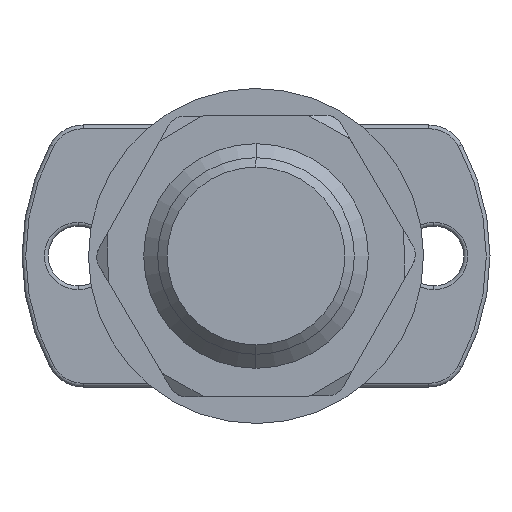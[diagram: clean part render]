
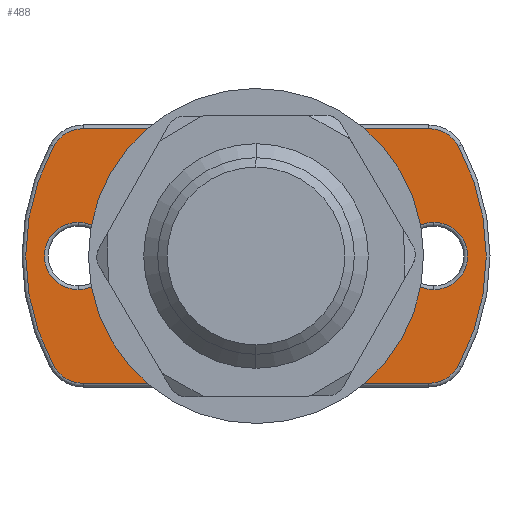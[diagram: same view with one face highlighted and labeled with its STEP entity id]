
A CAD part, front view. The second image highlights one B-rep face of the part: STEP entity #488.
In plain terms, the highlighted planar face has unit normal (0, -1, 0).
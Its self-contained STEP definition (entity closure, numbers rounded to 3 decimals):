
#32 = ORIENTED_EDGE ( 'NONE', *, *, #3487, .T. ) ;
#35 = CARTESIAN_POINT ( 'NONE',  ( -9.5, 27., 0. ) ) ;
#66 = AXIS2_PLACEMENT_3D ( 'NONE', #2666, #1281, #237 ) ;
#79 = VERTEX_POINT ( 'NONE', #1758 ) ;
#112 = DIRECTION ( 'NONE',  ( 0., -1., 0. ) ) ;
#129 = CIRCLE ( 'NONE', #3266, 1.8 ) ;
#136 = CARTESIAN_POINT ( 'NONE',  ( 0., 27., 0. ) ) ;
#149 = EDGE_CURVE ( 'NONE', #975, #1469, #1592, .T. ) ;
#167 = EDGE_CURVE ( 'NONE', #377, #2429, #2411, .T. ) ;
#191 = DIRECTION ( 'NONE',  ( 1., 0., 0. ) ) ;
#211 = DIRECTION ( 'NONE',  ( 0., 0., -1. ) ) ;
#213 = ORIENTED_EDGE ( 'NONE', *, *, #1927, .T. ) ;
#237 = DIRECTION ( 'NONE',  ( 0., 0., -1. ) ) ;
#269 = ORIENTED_EDGE ( 'NONE', *, *, #3095, .T. ) ;
#280 = DIRECTION ( 'NONE',  ( 0., 0., -1. ) ) ;
#347 = VERTEX_POINT ( 'NONE', #3510 ) ;
#349 = CARTESIAN_POINT ( 'NONE',  ( -10.816, 27., -5.857 ) ) ;
#377 = VERTEX_POINT ( 'NONE', #2660 ) ;
#381 = DIRECTION ( 'NONE',  ( 0., -1., 0. ) ) ;
#399 = CARTESIAN_POINT ( 'NONE',  ( -9.5, 27., 0. ) ) ;
#403 = VECTOR ( 'NONE', #2426, 1000. ) ;
#411 = CARTESIAN_POINT ( 'NONE',  ( 0., 27., 0. ) ) ;
#485 = DIRECTION ( 'NONE',  ( 0., 0., -1. ) ) ;
#488 = ADVANCED_FACE ( 'NONE', ( #2917, #2385, #3471, #1020 ), #2753, .T. ) ;
#493 = CARTESIAN_POINT ( 'NONE',  ( 9.5, 27., 0. ) ) ;
#572 = CARTESIAN_POINT ( 'NONE',  ( 12.5, 27., 0. ) ) ;
#573 = EDGE_CURVE ( 'NONE', #347, #3456, #2225, .T. ) ;
#598 = ORIENTED_EDGE ( 'NONE', *, *, #1562, .T. ) ;
#660 = CARTESIAN_POINT ( 'NONE',  ( 9.5, 27., 0. ) ) ;
#678 = DIRECTION ( 'NONE',  ( 0., 1., 0. ) ) ;
#703 = CARTESIAN_POINT ( 'NONE',  ( -9.233, 27., 6.8 ) ) ;
#749 = CARTESIAN_POINT ( 'NONE',  ( -9.233, 27., 6.8 ) ) ;
#750 = CARTESIAN_POINT ( 'NONE',  ( -9.233, 27., -5. ) ) ;
#765 = DIRECTION ( 'NONE',  ( 0., -1., 0. ) ) ;
#782 = EDGE_CURVE ( 'NONE', #1602, #377, #2101, .T. ) ;
#787 = AXIS2_PLACEMENT_3D ( 'NONE', #493, #3155, #2364 ) ;
#852 = VERTEX_POINT ( 'NONE', #349 ) ;
#940 = CIRCLE ( 'NONE', #1402, 1.8 ) ;
#959 = DIRECTION ( 'NONE',  ( 0., -1., 0. ) ) ;
#975 = VERTEX_POINT ( 'NONE', #2847 ) ;
#977 = EDGE_CURVE ( 'NONE', #1849, #2448, #129, .T. ) ;
#1020 = FACE_BOUND ( 'NONE', #2671, .T. ) ;
#1062 = EDGE_LOOP ( 'NONE', ( #2589, #2070 ) ) ;
#1119 = CIRCLE ( 'NONE', #3349, 1.8 ) ;
#1146 = CARTESIAN_POINT ( 'NONE',  ( -9.233, 27., 5. ) ) ;
#1226 = EDGE_CURVE ( 'NONE', #1469, #975, #3030, .T. ) ;
#1279 = DIRECTION ( 'NONE',  ( 0., -1., 0. ) ) ;
#1281 = DIRECTION ( 'NONE',  ( 0., -1., 0. ) ) ;
#1282 = CARTESIAN_POINT ( 'NONE',  ( 0., 27., 0. ) ) ;
#1310 = CIRCLE ( 'NONE', #3016, 1.8 ) ;
#1331 = DIRECTION ( 'NONE',  ( 0., 1., 0. ) ) ;
#1342 = ORIENTED_EDGE ( 'NONE', *, *, #2470, .T. ) ;
#1350 = EDGE_LOOP ( 'NONE', ( #2779, #213, #1665, #32, #598, #2632, #2073, #3084 ) ) ;
#1379 = ORIENTED_EDGE ( 'NONE', *, *, #1226, .F. ) ;
#1402 = AXIS2_PLACEMENT_3D ( 'NONE', #1146, #381, #2466 ) ;
#1463 = CIRCLE ( 'NONE', #787, 1.8 ) ;
#1469 = VERTEX_POINT ( 'NONE', #2256 ) ;
#1502 = CARTESIAN_POINT ( 'NONE',  ( 9.233, 27., -5. ) ) ;
#1514 = DIRECTION ( 'NONE',  ( 0., 1., 0. ) ) ;
#1532 = VERTEX_POINT ( 'NONE', #1995 ) ;
#1555 = CARTESIAN_POINT ( 'NONE',  ( 10.816, 27., 5.857 ) ) ;
#1562 = EDGE_CURVE ( 'NONE', #2962, #347, #2032, .T. ) ;
#1591 = AXIS2_PLACEMENT_3D ( 'NONE', #411, #1279, #211 ) ;
#1592 = CIRCLE ( 'NONE', #66, 6. ) ;
#1602 = VERTEX_POINT ( 'NONE', #1555 ) ;
#1609 = DIRECTION ( 'NONE',  ( 0., 0., -1. ) ) ;
#1641 = CIRCLE ( 'NONE', #2894, 1.8 ) ;
#1647 = AXIS2_PLACEMENT_3D ( 'NONE', #1282, #2371, #2979 ) ;
#1665 = ORIENTED_EDGE ( 'NONE', *, *, #3326, .T. ) ;
#1758 = CARTESIAN_POINT ( 'NONE',  ( -9.5, 27., -1.8 ) ) ;
#1782 = EDGE_LOOP ( 'NONE', ( #269, #1342 ) ) ;
#1849 = VERTEX_POINT ( 'NONE', #2121 ) ;
#1927 = EDGE_CURVE ( 'NONE', #2429, #1532, #940, .T. ) ;
#1983 = VECTOR ( 'NONE', #191, 1000. ) ;
#1988 = AXIS2_PLACEMENT_3D ( 'NONE', #1502, #2586, #280 ) ;
#1995 = CARTESIAN_POINT ( 'NONE',  ( -10.816, 27., 5.857 ) ) ;
#2003 = DIRECTION ( 'NONE',  ( 0., 0., -1. ) ) ;
#2032 = LINE ( 'NONE', #2638, #1983 ) ;
#2070 = ORIENTED_EDGE ( 'NONE', *, *, #977, .T. ) ;
#2073 = ORIENTED_EDGE ( 'NONE', *, *, #3476, .T. ) ;
#2101 = CIRCLE ( 'NONE', #2736, 1.8 ) ;
#2121 = CARTESIAN_POINT ( 'NONE',  ( 9.5, 27., 1.8 ) ) ;
#2123 = VERTEX_POINT ( 'NONE', #3238 ) ;
#2167 = DIRECTION ( 'NONE',  ( 0., 0., -1. ) ) ;
#2216 = AXIS2_PLACEMENT_3D ( 'NONE', #136, #959, #3179 ) ;
#2225 = CIRCLE ( 'NONE', #1988, 1.8 ) ;
#2256 = CARTESIAN_POINT ( 'NONE',  ( 0., 27., -6. ) ) ;
#2264 = DIRECTION ( 'NONE',  ( 0., 0., -1. ) ) ;
#2296 = CARTESIAN_POINT ( 'NONE',  ( -9.233, 27., -6.8 ) ) ;
#2364 = DIRECTION ( 'NONE',  ( 0., 0., -1. ) ) ;
#2371 = DIRECTION ( 'NONE',  ( 0., -1., 0. ) ) ;
#2385 = FACE_BOUND ( 'NONE', #1782, .T. ) ;
#2411 = LINE ( 'NONE', #749, #403 ) ;
#2426 = DIRECTION ( 'NONE',  ( -1., 0., 0. ) ) ;
#2429 = VERTEX_POINT ( 'NONE', #703 ) ;
#2448 = VERTEX_POINT ( 'NONE', #3378 ) ;
#2466 = DIRECTION ( 'NONE',  ( 0., 0., -1. ) ) ;
#2470 = EDGE_CURVE ( 'NONE', #2123, #79, #1119, .T. ) ;
#2500 = DIRECTION ( 'NONE',  ( 0., -1., 0. ) ) ;
#2562 = AXIS2_PLACEMENT_3D ( 'NONE', #572, #2500, #2167 ) ;
#2586 = DIRECTION ( 'NONE',  ( 0., -1., 0. ) ) ;
#2589 = ORIENTED_EDGE ( 'NONE', *, *, #2777, .T. ) ;
#2597 = DIRECTION ( 'NONE',  ( 0., 0., -1. ) ) ;
#2632 = ORIENTED_EDGE ( 'NONE', *, *, #573, .T. ) ;
#2638 = CARTESIAN_POINT ( 'NONE',  ( 9.233, 27., -6.8 ) ) ;
#2660 = CARTESIAN_POINT ( 'NONE',  ( 9.233, 27., 6.8 ) ) ;
#2666 = CARTESIAN_POINT ( 'NONE',  ( 0., 27., 0. ) ) ;
#2671 = EDGE_LOOP ( 'NONE', ( #1379, #3351 ) ) ;
#2736 = AXIS2_PLACEMENT_3D ( 'NONE', #3391, #112, #2003 ) ;
#2753 = PLANE ( 'NONE',  #2562 ) ;
#2777 = EDGE_CURVE ( 'NONE', #2448, #1849, #1463, .T. ) ;
#2779 = ORIENTED_EDGE ( 'NONE', *, *, #167, .T. ) ;
#2847 = CARTESIAN_POINT ( 'NONE',  ( 0., 27., 6. ) ) ;
#2894 = AXIS2_PLACEMENT_3D ( 'NONE', #35, #1331, #1609 ) ;
#2917 = FACE_BOUND ( 'NONE', #1062, .T. ) ;
#2962 = VERTEX_POINT ( 'NONE', #2296 ) ;
#2979 = DIRECTION ( 'NONE',  ( 0., 0., -1. ) ) ;
#2992 = CARTESIAN_POINT ( 'NONE',  ( 10.816, 27., -5.857 ) ) ;
#3016 = AXIS2_PLACEMENT_3D ( 'NONE', #750, #765, #485 ) ;
#3030 = CIRCLE ( 'NONE', #1591, 6. ) ;
#3084 = ORIENTED_EDGE ( 'NONE', *, *, #782, .T. ) ;
#3095 = EDGE_CURVE ( 'NONE', #79, #2123, #1641, .T. ) ;
#3128 = CIRCLE ( 'NONE', #2216, 12.3 ) ;
#3155 = DIRECTION ( 'NONE',  ( 0., 1., 0. ) ) ;
#3179 = DIRECTION ( 'NONE',  ( 0., 0., -1. ) ) ;
#3238 = CARTESIAN_POINT ( 'NONE',  ( -9.5, 27., 1.8 ) ) ;
#3266 = AXIS2_PLACEMENT_3D ( 'NONE', #660, #678, #2264 ) ;
#3302 = CIRCLE ( 'NONE', #1647, 12.3 ) ;
#3326 = EDGE_CURVE ( 'NONE', #1532, #852, #3128, .T. ) ;
#3349 = AXIS2_PLACEMENT_3D ( 'NONE', #399, #1514, #2597 ) ;
#3351 = ORIENTED_EDGE ( 'NONE', *, *, #149, .F. ) ;
#3378 = CARTESIAN_POINT ( 'NONE',  ( 9.5, 27., -1.8 ) ) ;
#3391 = CARTESIAN_POINT ( 'NONE',  ( 9.233, 27., 5. ) ) ;
#3456 = VERTEX_POINT ( 'NONE', #2992 ) ;
#3471 = FACE_OUTER_BOUND ( 'NONE', #1350, .T. ) ;
#3476 = EDGE_CURVE ( 'NONE', #3456, #1602, #3302, .T. ) ;
#3487 = EDGE_CURVE ( 'NONE', #852, #2962, #1310, .T. ) ;
#3510 = CARTESIAN_POINT ( 'NONE',  ( 9.233, 27., -6.8 ) ) ;
